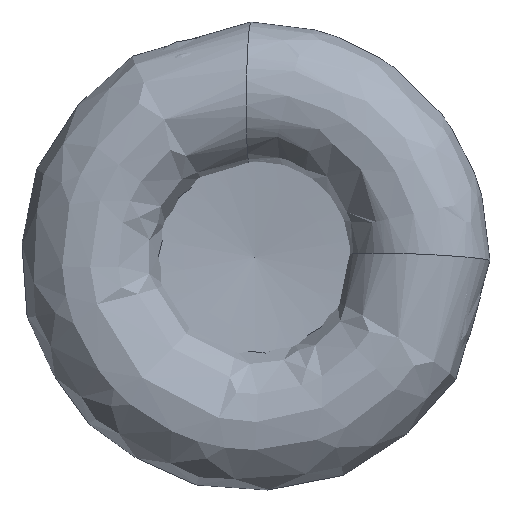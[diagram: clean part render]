
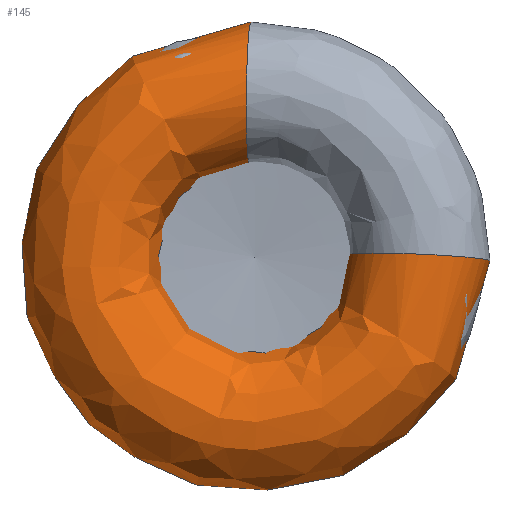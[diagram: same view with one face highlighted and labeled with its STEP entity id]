
A CAD part, left-side view. The second image highlights one B-rep face of the part: STEP entity #145.
In plain terms, the highlighted free-form (B-spline) face has degree [3, 3] with [7, 7] control points.
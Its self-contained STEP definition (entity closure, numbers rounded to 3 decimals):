
#145=ADVANCED_FACE('',(#160,#161),#158,.F.);
#158=(
BOUNDED_SURFACE()
B_SPLINE_SURFACE(3,3,((#344,#345,#346,#347,#348,#349,#350),(#351,#352,#353,
#354,#355,#356,#357),(#358,#359,#360,#361,#362,#363,#364),(#365,#366,#367,
#368,#369,#370,#371),(#372,#373,#374,#375,#376,#377,#378),(#379,#380,#381,
#382,#383,#384,#385),(#386,#387,#388,#389,#390,#391,#392)),
 .UNSPECIFIED.,.T.,.F.,.F.)
B_SPLINE_SURFACE_WITH_KNOTS((1,3,3,3,1),(4,3,4),(-0.5,0.,0.5,1.,1.5),(0.,
0.5,1.),.UNSPECIFIED.)
GEOMETRIC_REPRESENTATION_ITEM()
RATIONAL_B_SPLINE_SURFACE(((1.,0.593,0.593,1.,0.593,
0.593,1.),(0.333,0.198,0.198,
0.333,0.198,0.198,0.333),
(0.333,0.198,0.198,0.333,
0.198,0.198,0.333),(1.,0.593,
0.593,1.,0.593,0.593,1.),(0.333,
0.198,0.198,0.333,0.198,0.198,
0.333),(0.333,0.198,0.198,
0.333,0.198,0.198,0.333),
(1.,0.593,0.593,1.,0.593,0.593,
1.)))
REPRESENTATION_ITEM('')
SURFACE()
);
#160=FACE_BOUND('',#184,.T.);
#161=FACE_BOUND('',#185,.T.);
#184=EDGE_LOOP('',(#208));
#185=EDGE_LOOP('',(#209));
#208=ORIENTED_EDGE('',*,*,#245,.T.);
#209=ORIENTED_EDGE('',*,*,#246,.F.);
#232=VERTEX_POINT('',#341);
#233=VERTEX_POINT('',#343);
#245=EDGE_CURVE('',#232,#232,#257,.T.);
#246=EDGE_CURVE('',#233,#233,#258,.T.);
#257=CIRCLE('',#270,6.);
#258=CIRCLE('',#271,6.);
#270=AXIS2_PLACEMENT_3D('',#340,#294,#295);
#271=AXIS2_PLACEMENT_3D('',#342,#296,#297);
#294=DIRECTION('',(0.052,0.999,0.012));
#295=DIRECTION('',(0.999,-0.052,0.002));
#296=DIRECTION('',(0.052,-0.044,0.998));
#297=DIRECTION('',(0.999,0.,-0.052));
#340=CARTESIAN_POINT('',(5.992,0.398,13.998));
#341=CARTESIAN_POINT('',(11.984,0.084,14.008));
#342=CARTESIAN_POINT('',(5.992,-14.003,-0.052));
#343=CARTESIAN_POINT('',(11.984,-14.003,-0.366));
#344=CARTESIAN_POINT('',(11.984,-14.003,-0.366));
#345=CARTESIAN_POINT('',(11.984,-13.624,-14.852));
#346=CARTESIAN_POINT('',(11.984,-0.138,-20.154));
#347=CARTESIAN_POINT('',(11.984,10.005,-9.805));
#348=CARTESIAN_POINT('',(11.984,20.147,0.545));
#349=CARTESIAN_POINT('',(11.984,14.574,13.921));
#350=CARTESIAN_POINT('',(11.984,0.084,14.008));
#351=CARTESIAN_POINT('',(12.011,-2.015,0.156));
#352=CARTESIAN_POINT('',(12.011,-2.176,-1.928));
#353=CARTESIAN_POINT('',(12.011,-0.32,-2.89));
#354=CARTESIAN_POINT('',(12.011,1.29,-1.556));
#355=CARTESIAN_POINT('',(12.011,2.899,-0.221));
#356=CARTESIAN_POINT('',(12.011,2.298,1.781));
#357=CARTESIAN_POINT('',(12.011,0.22,2.009));
#358=CARTESIAN_POINT('',(0.027,-2.015,0.784));
#359=CARTESIAN_POINT('',(0.027,-2.826,-1.3));
#360=CARTESIAN_POINT('',(0.027,-1.223,-2.86));
#361=CARTESIAN_POINT('',(0.027,0.838,-1.993));
#362=CARTESIAN_POINT('',(0.027,2.9,-1.126));
#363=CARTESIAN_POINT('',(0.027,2.906,1.111));
#364=CARTESIAN_POINT('',(0.027,0.849,1.988));
#365=CARTESIAN_POINT('',(0.,-14.003,0.262));
#366=CARTESIAN_POINT('',(0.,-14.275,-14.224));
#367=CARTESIAN_POINT('',(0.,-1.042,-20.124));
#368=CARTESIAN_POINT('',(0.,9.553,-10.242));
#369=CARTESIAN_POINT('',(0.,20.148,-0.36));
#370=CARTESIAN_POINT('',(0.,15.182,13.251));
#371=CARTESIAN_POINT('',(0.,0.712,13.988));
#372=CARTESIAN_POINT('',(-0.027,-25.992,-0.26));
#373=CARTESIAN_POINT('',(-0.027,-25.723,-27.148));
#374=CARTESIAN_POINT('',(-0.027,-0.861,-37.389));
#375=CARTESIAN_POINT('',(-0.027,18.268,-18.491));
#376=CARTESIAN_POINT('',(-0.027,37.397,0.407));
#377=CARTESIAN_POINT('',(-0.027,27.458,25.392));
#378=CARTESIAN_POINT('',(-0.027,0.575,25.987));
#379=CARTESIAN_POINT('',(11.956,-25.992,-0.888));
#380=CARTESIAN_POINT('',(11.956,-25.073,-27.776));
#381=CARTESIAN_POINT('',(11.956,0.043,-37.419));
#382=CARTESIAN_POINT('',(11.956,18.72,-18.054));
#383=CARTESIAN_POINT('',(11.956,37.396,1.311));
#384=CARTESIAN_POINT('',(11.956,26.85,26.062));
#385=CARTESIAN_POINT('',(11.956,-0.053,26.007));
#386=CARTESIAN_POINT('',(11.984,-14.003,-0.366));
#387=CARTESIAN_POINT('',(11.984,-13.624,-14.852));
#388=CARTESIAN_POINT('',(11.984,-0.138,-20.154));
#389=CARTESIAN_POINT('',(11.984,10.005,-9.805));
#390=CARTESIAN_POINT('',(11.984,20.147,0.545));
#391=CARTESIAN_POINT('',(11.984,14.574,13.921));
#392=CARTESIAN_POINT('',(11.984,0.084,14.008));
